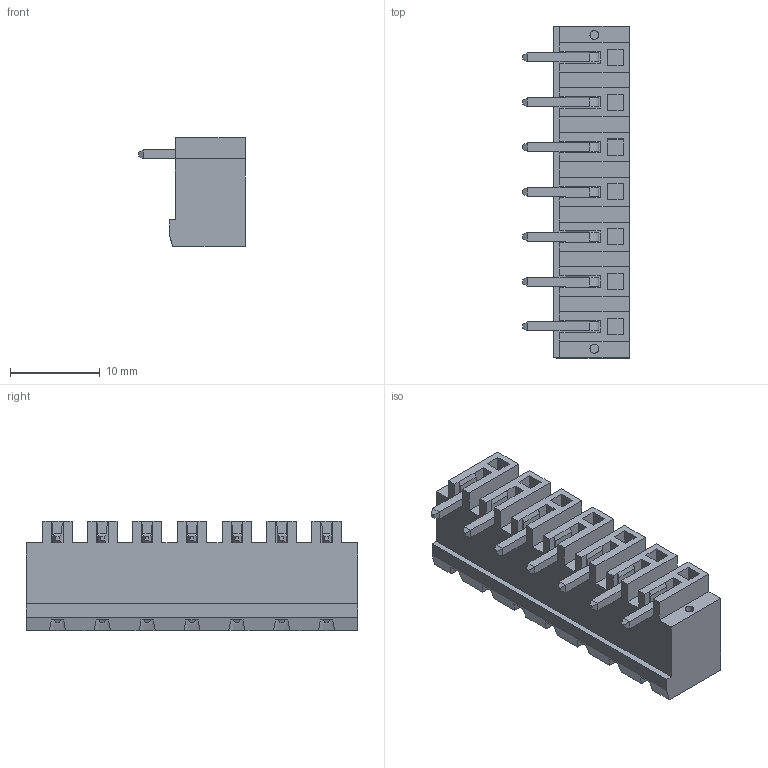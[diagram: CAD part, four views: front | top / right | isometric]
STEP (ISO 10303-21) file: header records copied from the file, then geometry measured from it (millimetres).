
FILE_DESCRIPTION( ( 'STEP AP214' ), '1' );
FILE_NAME( 'PV07-5-HR-P.stp', ' ', ( ' ' ), ( ' ' ), 'PSStep 14.0', 'VISI 19.0', ' ' );
FILE_SCHEMA( ( 'AUTOMOTIVE_DESIGN { 1 0 10303 214 1 1 1 1 }' ) );
Length unit declared in the file: millimetre
Products named in the file (1): 1
Bounding box: 11.9 x 37 x 12.2 mm (x, y, z)
Volume: 1626.3 mm3; surface area: 3145.4 mm2
Topology: 1 solids, 1 shells, 420 faces, 1045 edges, 650 vertices
Faces by surface type: plane 383, cylinder 23, cone 14
Full cylindrical faces by diameter (mm): 0.992 x2, 2.5 x7
Entity records: 15337 total; most frequent: CARTESIAN_POINT 2128, ORIENTED_EDGE 2044, DIRECTION 1910, EDGE_CURVE 1022, LINE 948, VECTOR 948, VERTEX_POINT 643, AXIS2_PLACEMENT_3D 481
